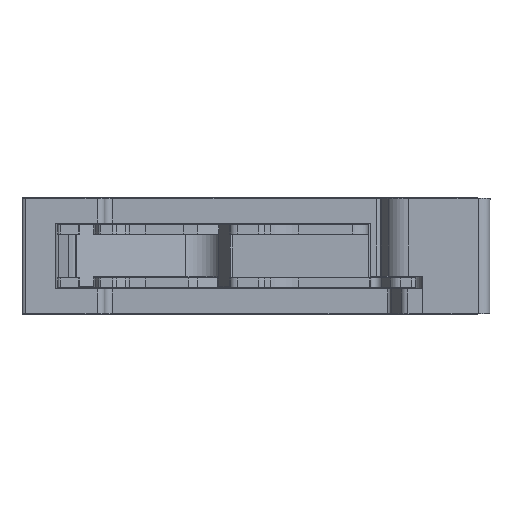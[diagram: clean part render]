
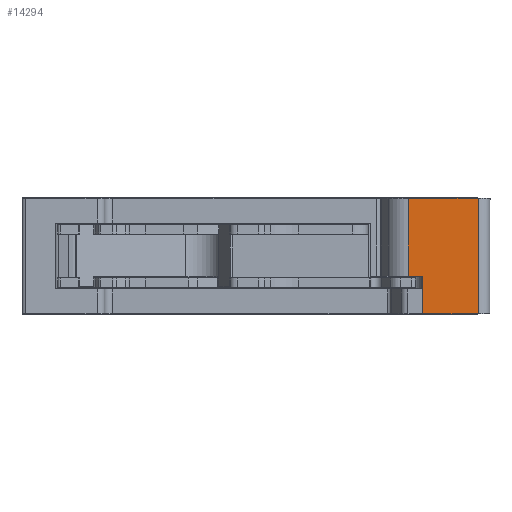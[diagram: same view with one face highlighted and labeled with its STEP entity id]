
A CAD part, front view. The second image highlights one B-rep face of the part: STEP entity #14294.
In plain terms, the highlighted planar face has unit normal (0, -1, 0).
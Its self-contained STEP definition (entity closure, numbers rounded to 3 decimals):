
#6 = EDGE_CURVE ( 'NONE', #5188, #5325, #2875, .T. ) ;
#16 = EDGE_CURVE ( 'NONE', #5262, #5325, #2127, .T. ) ;
#74 = CARTESIAN_POINT ( 'NONE',  ( 29.579, -101.383, -96.947 ) ) ;
#719 = CARTESIAN_POINT ( 'NONE',  ( 29.579, -101.383, -106.895 ) ) ;
#809 = CARTESIAN_POINT ( 'NONE',  ( 38.499, -101.383, -111.645 ) ) ;
#825 = CARTESIAN_POINT ( 'NONE',  ( 38.499, -101.383, -96.947 ) ) ;
#1432 = CARTESIAN_POINT ( 'NONE',  ( 38.499, -101.383, -36.708 ) ) ;
#1433 = DIRECTION ( 'NONE',  ( 0., -1., 0. ) ) ;
#1434 = DIRECTION ( 'NONE',  ( 1., 0., 0. ) ) ;
#1436 = PLANE ( 'NONE',  #6968 ) ;
#1486 = FACE_OUTER_BOUND ( 'NONE', #10234, .T. ) ;
#2116 = CARTESIAN_POINT ( 'NONE',  ( 29.579, -101.383, -36.708 ) ) ;
#2118 = DIRECTION ( 'NONE',  ( 0., 0., 1. ) ) ;
#2127 = LINE ( 'NONE', #2128, #13593 ) ;
#2128 = CARTESIAN_POINT ( 'NONE',  ( 58.836, -101.383, -96.947 ) ) ;
#2157 = DIRECTION ( 'NONE',  ( -1., 0., 0. ) ) ;
#2875 = LINE ( 'NONE', #2116, #13607 ) ;
#2891 = CARTESIAN_POINT ( 'NONE',  ( 38.499, -101.383, -36.708 ) ) ;
#2903 = DIRECTION ( 'NONE',  ( 0., 0., 1. ) ) ;
#2909 = LINE ( 'NONE', #2891, #7886 ) ;
#3173 = CARTESIAN_POINT ( 'NONE',  ( 31.408, -101.383, -111.645 ) ) ;
#3184 = CARTESIAN_POINT ( 'NONE',  ( 31.408, -101.383, -106.895 ) ) ;
#5188 = VERTEX_POINT ( 'NONE', #719 ) ;
#5262 = VERTEX_POINT ( 'NONE', #825 ) ;
#5275 = VERTEX_POINT ( 'NONE', #809 ) ;
#5325 = VERTEX_POINT ( 'NONE', #74 ) ;
#6500 = VERTEX_POINT ( 'NONE', #3173 ) ;
#6513 = VERTEX_POINT ( 'NONE', #3184 ) ;
#6968 = AXIS2_PLACEMENT_3D ( 'NONE', #1432, #1433, #1434 ) ;
#7584 = VECTOR ( 'NONE', #12163, 1000. ) ;
#7735 = VECTOR ( 'NONE', #12271, 1000. ) ;
#7863 = VECTOR ( 'NONE', #12691, 1000. ) ;
#7886 = VECTOR ( 'NONE', #2903, 1000. ) ;
#9298 = ORIENTED_EDGE ( 'NONE', *, *, #17754, .T. ) ;
#10234 = EDGE_LOOP ( 'NONE', ( #9298, #10498, #10501, #10481, #10459, #10474 ) ) ;
#10459 = ORIENTED_EDGE ( 'NONE', *, *, #17603, .T. ) ;
#10474 = ORIENTED_EDGE ( 'NONE', *, *, #17731, .T. ) ;
#10481 = ORIENTED_EDGE ( 'NONE', *, *, #17568, .T. ) ;
#10498 = ORIENTED_EDGE ( 'NONE', *, *, #16, .T. ) ;
#10501 = ORIENTED_EDGE ( 'NONE', *, *, #6, .F. ) ;
#12163 = DIRECTION ( 'NONE',  ( 1., 0., 0. ) ) ;
#12180 = LINE ( 'NONE', #12182, #7584 ) ;
#12182 = CARTESIAN_POINT ( 'NONE',  ( 38.499, -101.383, -106.895 ) ) ;
#12252 = CARTESIAN_POINT ( 'NONE',  ( 31.408, -101.383, -36.708 ) ) ;
#12265 = LINE ( 'NONE', #12252, #7735 ) ;
#12271 = DIRECTION ( 'NONE',  ( 0., 0., -1. ) ) ;
#12691 = DIRECTION ( 'NONE',  ( 1., 0., 0. ) ) ;
#12713 = CARTESIAN_POINT ( 'NONE',  ( 38.499, -101.383, -111.645 ) ) ;
#12717 = LINE ( 'NONE', #12713, #7863 ) ;
#13593 = VECTOR ( 'NONE', #2157, 1000. ) ;
#13607 = VECTOR ( 'NONE', #2118, 1000. ) ;
#14294 = ADVANCED_FACE ( 'NONE', ( #1486 ), #1436, .T. ) ;
#17568 = EDGE_CURVE ( 'NONE', #5188, #6513, #12180, .T. ) ;
#17603 = EDGE_CURVE ( 'NONE', #6513, #6500, #12265, .T. ) ;
#17731 = EDGE_CURVE ( 'NONE', #6500, #5275, #12717, .T. ) ;
#17754 = EDGE_CURVE ( 'NONE', #5275, #5262, #2909, .T. ) ;
